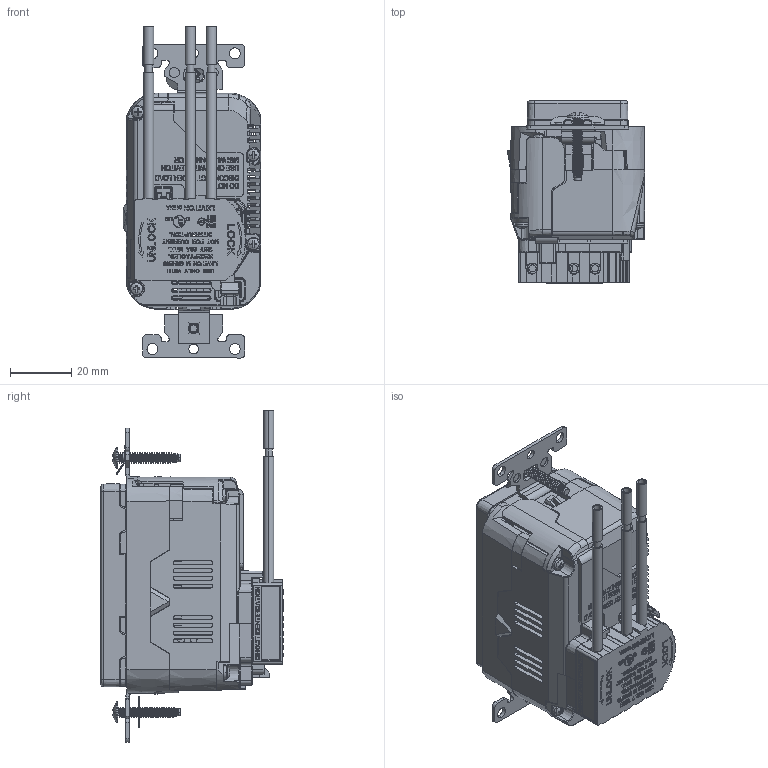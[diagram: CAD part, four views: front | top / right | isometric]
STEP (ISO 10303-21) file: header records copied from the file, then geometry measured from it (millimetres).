
FILE_DESCRIPTION (( 'STEP AP214' ), '1' );
FILE_NAME ('CATSTD-M56AC-000-M02.STEP', '2019-07-31T14:11:05', ( '' ), ( '' ), 'SwSTEP 2.0', 'SolidWorks 2017', '' );
FILE_SCHEMA (( 'AUTOMOTIVE_DESIGN' ));
Length unit declared in the file: inch
Products named in the file (1): CATSTD-M56AC-000-M02
Bounding box: 45.07 x 59.61 x 108.71 mm (x, y, z)
Surface area: 35018 mm2 (no closed solid volume)
Topology: 0 solids, 126 shells, 2059 faces, 15076 edges, 12842 vertices
Faces by surface type: plane 1435, cylinder 342, bspline 114, cone 112, torus 45, sphere 11
Entity records: 187017 total; most frequent: CARTESIAN_POINT 55799, ORIENTED_EDGE 18742, DIRECTION 18524, EDGE_CURVE 15073, VERTEX_POINT 12842, VECTOR 12302, LINE 12302, AXIS2_PLACEMENT_3D 3111
